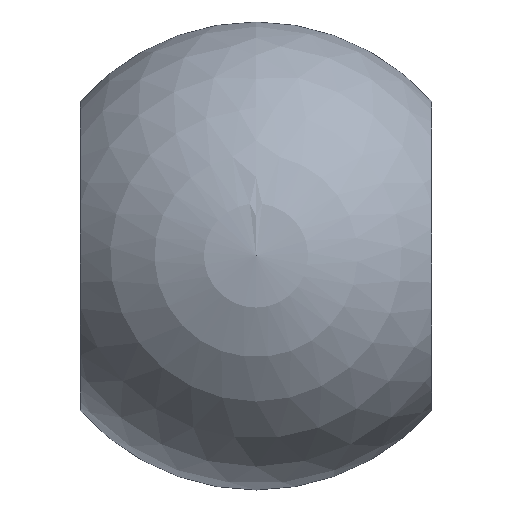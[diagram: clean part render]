
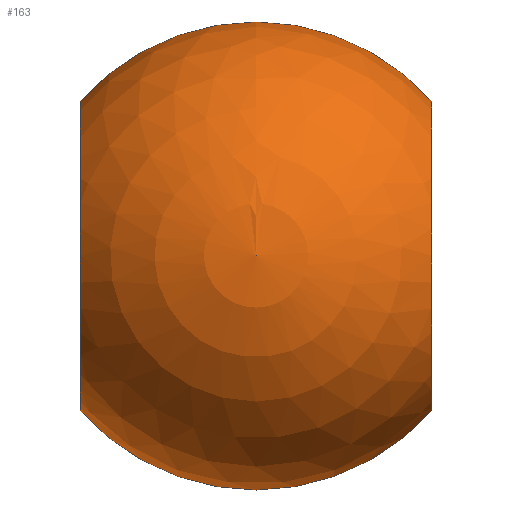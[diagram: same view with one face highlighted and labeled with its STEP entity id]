
A CAD part, top view. The second image highlights one B-rep face of the part: STEP entity #163.
In plain terms, the highlighted spherical face has radius 6 mm.
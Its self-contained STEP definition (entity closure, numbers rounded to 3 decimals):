
#3 = AXIS2_PLACEMENT_3D ( 'NONE', #224, #22, #35 ) ;
#7 = ORIENTED_EDGE ( 'NONE', *, *, #146, .F. ) ;
#9 = EDGE_CURVE ( 'NONE', #128, #59, #223, .T. ) ;
#13 = DIRECTION ( 'NONE',  ( 0., 0., 1. ) ) ;
#14 = CARTESIAN_POINT ( 'NONE',  ( 0., 0., 0. ) ) ;
#22 = DIRECTION ( 'NONE',  ( -1., 0., 0. ) ) ;
#35 = DIRECTION ( 'NONE',  ( 0., -1., 0. ) ) ;
#42 = DIRECTION ( 'NONE',  ( 0., 0., -1. ) ) ;
#49 = DIRECTION ( 'NONE',  ( 0., 1., 0. ) ) ;
#58 = AXIS2_PLACEMENT_3D ( 'NONE', #213, #42, #95 ) ;
#59 = VERTEX_POINT ( 'NONE', #156 ) ;
#61 = CARTESIAN_POINT ( 'NONE',  ( 4.5, 0., 0. ) ) ;
#64 = CARTESIAN_POINT ( 'NONE',  ( 4.5, 3.969, 0. ) ) ;
#68 = ORIENTED_EDGE ( 'NONE', *, *, #188, .T. ) ;
#72 = VERTEX_POINT ( 'NONE', #111 ) ;
#79 = ORIENTED_EDGE ( 'NONE', *, *, #210, .T. ) ;
#83 = SPHERICAL_SURFACE ( 'NONE', #58, 6. ) ;
#95 = DIRECTION ( 'NONE',  ( 0., 1., 0. ) ) ;
#99 = DIRECTION ( 'NONE',  ( -1., 0., 0. ) ) ;
#111 = CARTESIAN_POINT ( 'NONE',  ( -4.5, 3.969, 0. ) ) ;
#115 = DIRECTION ( 'NONE',  ( 0., -1., 0. ) ) ;
#120 = AXIS2_PLACEMENT_3D ( 'NONE', #61, #99, #115 ) ;
#122 = DIRECTION ( 'NONE',  ( 1., 0., 0. ) ) ;
#128 = VERTEX_POINT ( 'NONE', #207 ) ;
#140 = CARTESIAN_POINT ( 'NONE',  ( 0., 0., 0. ) ) ;
#146 = EDGE_CURVE ( 'NONE', #59, #72, #157, .T. ) ;
#156 = CARTESIAN_POINT ( 'NONE',  ( -4.5, -3.969, 0. ) ) ;
#157 = CIRCLE ( 'NONE', #3, 3.969 ) ;
#163 = ADVANCED_FACE ( 'NONE', ( #194 ), #83, .T. ) ;
#166 = AXIS2_PLACEMENT_3D ( 'NONE', #14, #199, #49 ) ;
#175 = AXIS2_PLACEMENT_3D ( 'NONE', #140, #13, #122 ) ;
#183 = VERTEX_POINT ( 'NONE', #64 ) ;
#188 = EDGE_CURVE ( 'NONE', #183, #72, #214, .T. ) ;
#194 = FACE_OUTER_BOUND ( 'NONE', #202, .T. ) ;
#197 = ORIENTED_EDGE ( 'NONE', *, *, #9, .F. ) ;
#199 = DIRECTION ( 'NONE',  ( 0., 0., -1. ) ) ;
#201 = CIRCLE ( 'NONE', #120, 3.969 ) ;
#202 = EDGE_LOOP ( 'NONE', ( #197, #79, #68, #7 ) ) ;
#207 = CARTESIAN_POINT ( 'NONE',  ( 4.5, -3.969, 0. ) ) ;
#210 = EDGE_CURVE ( 'NONE', #128, #183, #201, .T. ) ;
#213 = CARTESIAN_POINT ( 'NONE',  ( 0., 0., 0. ) ) ;
#214 = CIRCLE ( 'NONE', #175, 6. ) ;
#223 = CIRCLE ( 'NONE', #166, 6. ) ;
#224 = CARTESIAN_POINT ( 'NONE',  ( -4.5, 0., 0. ) ) ;
